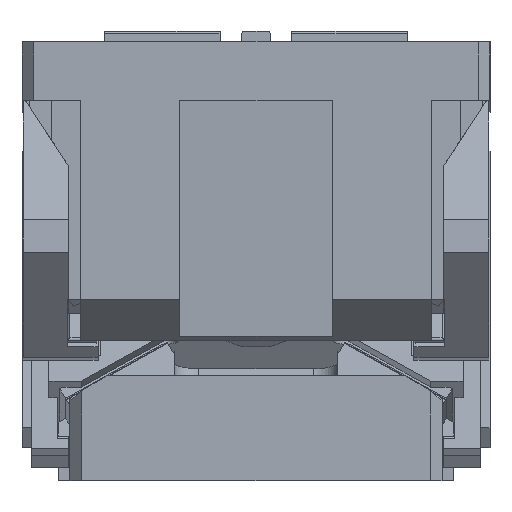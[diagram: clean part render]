
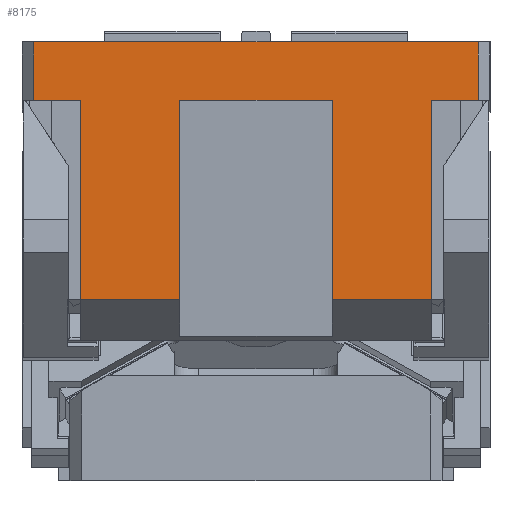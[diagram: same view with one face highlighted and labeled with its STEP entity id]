
A CAD part, left-side view. The second image highlights one B-rep face of the part: STEP entity #8175.
In plain terms, the highlighted planar face has unit normal (-1, 0, 0).
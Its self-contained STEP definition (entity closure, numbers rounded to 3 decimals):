
#181=CARTESIAN_POINT('Vertex',(-415.,190.,195.)) ;
#184=CARTESIAN_POINT('Line Origine',(-415.,0.,195.)) ;
#188=CARTESIAN_POINT('Vertex',(-415.,-190.,195.)) ;
#673=CARTESIAN_POINT('Vertex',(-415.,150.,145.)) ;
#676=CARTESIAN_POINT('Line Origine',(-415.,170.,145.)) ;
#680=CARTESIAN_POINT('Vertex',(-415.,190.,145.)) ;
#6224=CARTESIAN_POINT('Line Origine',(-415.,-190.,170.)) ;
#6228=CARTESIAN_POINT('Vertex',(-415.,-190.,145.)) ;
#7667=CARTESIAN_POINT('Line Origine',(-415.,190.,170.)) ;
#7702=CARTESIAN_POINT('Vertex',(-415.,150.,-25.151)) ;
#7705=CARTESIAN_POINT('Line Origine',(-415.,150.,59.925)) ;
#7753=CARTESIAN_POINT('Vertex',(-415.,-150.,145.)) ;
#7756=CARTESIAN_POINT('Line Origine',(-415.,-150.,59.925)) ;
#7760=CARTESIAN_POINT('Vertex',(-415.,-150.,-25.151)) ;
#7793=CARTESIAN_POINT('Line Origine',(-415.,-170.,145.)) ;
#8082=CARTESIAN_POINT('Vertex',(-415.,-65.,145.)) ;
#8085=CARTESIAN_POINT('Line Origine',(-415.,0.,145.)) ;
#8089=CARTESIAN_POINT('Vertex',(-415.,65.,145.)) ;
#8117=CARTESIAN_POINT('Vertex',(-415.,-65.,-25.151)) ;
#8122=CARTESIAN_POINT('Line Origine',(-415.,-65.,59.925)) ;
#8139=CARTESIAN_POINT('Axis2P3D Location',(-415.,-200.,145.)) ;
#8144=CARTESIAN_POINT('Line Origine',(-415.,107.5,-25.151)) ;
#8148=CARTESIAN_POINT('Vertex',(-415.,65.,-25.151)) ;
#8151=CARTESIAN_POINT('Line Origine',(-415.,65.,59.925)) ;
#8156=CARTESIAN_POINT('Line Origine',(-415.,-107.5,-25.151)) ;
#185=DIRECTION('Vector Direction',(0.,1.,0.)) ;
#677=DIRECTION('Vector Direction',(0.,1.,0.)) ;
#6225=DIRECTION('Vector Direction',(0.,0.,1.)) ;
#7668=DIRECTION('Vector Direction',(0.,0.,-1.)) ;
#7706=DIRECTION('Vector Direction',(0.,0.,-1.)) ;
#7757=DIRECTION('Vector Direction',(0.,0.,-1.)) ;
#7794=DIRECTION('Vector Direction',(0.,-1.,0.)) ;
#8086=DIRECTION('Vector Direction',(0.,1.,0.)) ;
#8123=DIRECTION('Vector Direction',(0.,0.,-1.)) ;
#8140=DIRECTION('Axis2P3D Direction',(1.,0.,0.)) ;
#8141=DIRECTION('Axis2P3D XDirection',(0.,0.,1.)) ;
#8145=DIRECTION('Vector Direction',(0.,1.,0.)) ;
#8152=DIRECTION('Vector Direction',(0.,0.,-1.)) ;
#8157=DIRECTION('Vector Direction',(0.,1.,0.)) ;
#8142=AXIS2_PLACEMENT_3D('Plane Axis2P3D',#8139,#8140,#8141) ;
#8162=ORIENTED_EDGE('',*,*,#7709,.T.) ;
#8163=ORIENTED_EDGE('',*,*,#8150,.T.) ;
#8164=ORIENTED_EDGE('',*,*,#8155,.F.) ;
#8165=ORIENTED_EDGE('',*,*,#8091,.F.) ;
#8166=ORIENTED_EDGE('',*,*,#8126,.T.) ;
#8167=ORIENTED_EDGE('',*,*,#8160,.T.) ;
#8168=ORIENTED_EDGE('',*,*,#7762,.F.) ;
#8169=ORIENTED_EDGE('',*,*,#7797,.F.) ;
#8170=ORIENTED_EDGE('',*,*,#6230,.T.) ;
#8171=ORIENTED_EDGE('',*,*,#190,.T.) ;
#8172=ORIENTED_EDGE('',*,*,#7671,.T.) ;
#8173=ORIENTED_EDGE('',*,*,#682,.F.) ;
#186=VECTOR('Line Direction',#185,1.) ;
#678=VECTOR('Line Direction',#677,1.) ;
#6226=VECTOR('Line Direction',#6225,1.) ;
#7669=VECTOR('Line Direction',#7668,1.) ;
#7707=VECTOR('Line Direction',#7706,1.) ;
#7758=VECTOR('Line Direction',#7757,1.) ;
#7795=VECTOR('Line Direction',#7794,1.) ;
#8087=VECTOR('Line Direction',#8086,1.) ;
#8124=VECTOR('Line Direction',#8123,1.) ;
#8146=VECTOR('Line Direction',#8145,1.) ;
#8153=VECTOR('Line Direction',#8152,1.) ;
#8158=VECTOR('Line Direction',#8157,1.) ;
#8175=ADVANCED_FACE('CAM HOLDER',(#8174),#8143,.F.) ;
#190=EDGE_CURVE('',#189,#182,#187,.T.) ;
#682=EDGE_CURVE('',#674,#681,#679,.T.) ;
#6230=EDGE_CURVE('',#6229,#189,#6227,.T.) ;
#7671=EDGE_CURVE('',#182,#681,#7670,.T.) ;
#7709=EDGE_CURVE('',#674,#7703,#7708,.T.) ;
#7762=EDGE_CURVE('',#7754,#7761,#7759,.T.) ;
#7797=EDGE_CURVE('',#6229,#7754,#7796,.F.) ;
#8091=EDGE_CURVE('',#8083,#8090,#8088,.T.) ;
#8126=EDGE_CURVE('',#8083,#8118,#8125,.T.) ;
#8150=EDGE_CURVE('',#7703,#8149,#8147,.F.) ;
#8155=EDGE_CURVE('',#8090,#8149,#8154,.T.) ;
#8160=EDGE_CURVE('',#8118,#7761,#8159,.F.) ;
#8161=EDGE_LOOP('',(#8162,#8163,#8164,#8165,#8166,#8167,#8168,#8169,#8170,#8171,#8172,#8173)) ;
#8174=FACE_OUTER_BOUND('',#8161,.T.) ;
#187=LINE('Line',#184,#186) ;
#679=LINE('Line',#676,#678) ;
#6227=LINE('Line',#6224,#6226) ;
#7670=LINE('Line',#7667,#7669) ;
#7708=LINE('Line',#7705,#7707) ;
#7759=LINE('Line',#7756,#7758) ;
#7796=LINE('Line',#7793,#7795) ;
#8088=LINE('Line',#8085,#8087) ;
#8125=LINE('Line',#8122,#8124) ;
#8147=LINE('Line',#8144,#8146) ;
#8154=LINE('Line',#8151,#8153) ;
#8159=LINE('Line',#8156,#8158) ;
#8143=PLANE('Plane',#8142) ;
#182=VERTEX_POINT('',#181) ;
#189=VERTEX_POINT('',#188) ;
#674=VERTEX_POINT('',#673) ;
#681=VERTEX_POINT('',#680) ;
#6229=VERTEX_POINT('',#6228) ;
#7703=VERTEX_POINT('',#7702) ;
#7754=VERTEX_POINT('',#7753) ;
#7761=VERTEX_POINT('',#7760) ;
#8083=VERTEX_POINT('',#8082) ;
#8090=VERTEX_POINT('',#8089) ;
#8118=VERTEX_POINT('',#8117) ;
#8149=VERTEX_POINT('',#8148) ;
